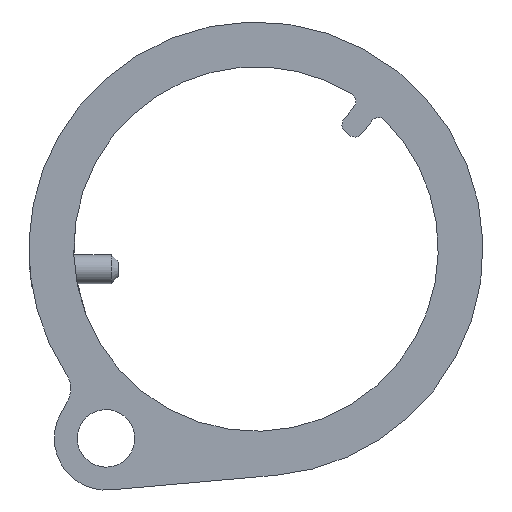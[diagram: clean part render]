
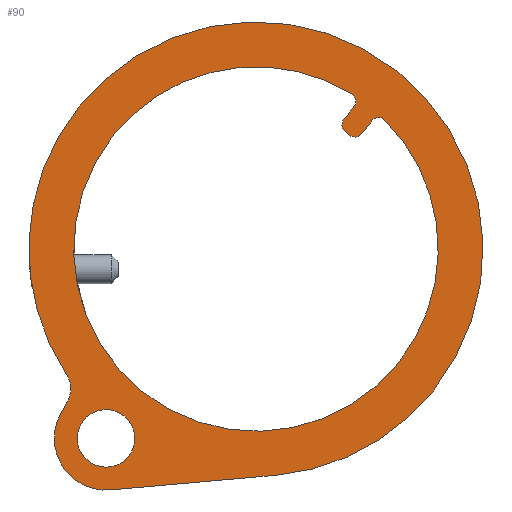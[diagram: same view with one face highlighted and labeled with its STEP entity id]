
A CAD part, left-side view. The second image highlights one B-rep face of the part: STEP entity #90.
In plain terms, the highlighted planar face has unit normal (-1, 0, 0).
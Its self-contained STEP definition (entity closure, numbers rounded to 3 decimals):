
#90=ADVANCED_FACE('',(#143,#144,#145),#146,.F.);
#143=FACE_OUTER_BOUND('',#239,.T.);
#144=FACE_BOUND('',#240,.T.);
#145=FACE_BOUND('',#241,.T.);
#146=PLANE('',#242);
#239=EDGE_LOOP('',(#380,#381,#382,#383,#384,#385,#386));
#240=EDGE_LOOP('',(#387,#388));
#241=EDGE_LOOP('',(#389,#390,#391,#392,#393,#394,#395,#396,#397,#398));
#242=AXIS2_PLACEMENT_3D('',#399,#400,#401);
#380=ORIENTED_EDGE('',*,*,#652,.F.);
#381=ORIENTED_EDGE('',*,*,#653,.F.);
#382=ORIENTED_EDGE('',*,*,#633,.F.);
#383=ORIENTED_EDGE('',*,*,#637,.F.);
#384=ORIENTED_EDGE('',*,*,#654,.F.);
#385=ORIENTED_EDGE('',*,*,#655,.F.);
#386=ORIENTED_EDGE('',*,*,#656,.F.);
#387=ORIENTED_EDGE('',*,*,#629,.T.);
#388=ORIENTED_EDGE('',*,*,#657,.T.);
#389=ORIENTED_EDGE('',*,*,#658,.T.);
#390=ORIENTED_EDGE('',*,*,#659,.T.);
#391=ORIENTED_EDGE('',*,*,#660,.T.);
#392=ORIENTED_EDGE('',*,*,#622,.T.);
#393=ORIENTED_EDGE('',*,*,#626,.T.);
#394=ORIENTED_EDGE('',*,*,#661,.T.);
#395=ORIENTED_EDGE('',*,*,#662,.T.);
#396=ORIENTED_EDGE('',*,*,#663,.T.);
#397=ORIENTED_EDGE('',*,*,#664,.T.);
#398=ORIENTED_EDGE('',*,*,#665,.T.);
#399=CARTESIAN_POINT('',(97.,105.55,-31.069));
#400=DIRECTION('',(1.0,0.,0.));
#401=DIRECTION('',(0.,-0.784,-0.621));
#622=EDGE_CURVE('',#717,#715,#718,.T.);
#626=EDGE_CURVE('',#715,#722,#724,.T.);
#629=EDGE_CURVE('',#730,#728,#731,.T.);
#633=EDGE_CURVE('',#736,#738,#739,.T.);
#637=EDGE_CURVE('',#743,#736,#745,.T.);
#652=EDGE_CURVE('',#771,#772,#773,.T.);
#653=EDGE_CURVE('',#738,#771,#774,.T.);
#654=EDGE_CURVE('',#775,#743,#776,.T.);
#655=EDGE_CURVE('',#777,#775,#778,.T.);
#656=EDGE_CURVE('',#772,#777,#779,.T.);
#657=EDGE_CURVE('',#728,#730,#780,.T.);
#658=EDGE_CURVE('',#781,#782,#783,.T.);
#659=EDGE_CURVE('',#782,#784,#785,.T.);
#660=EDGE_CURVE('',#784,#717,#786,.T.);
#661=EDGE_CURVE('',#722,#787,#788,.T.);
#662=EDGE_CURVE('',#787,#789,#790,.T.);
#663=EDGE_CURVE('',#789,#791,#792,.T.);
#664=EDGE_CURVE('',#791,#793,#794,.T.);
#665=EDGE_CURVE('',#793,#781,#795,.T.);
#715=VERTEX_POINT('',#990);
#717=VERTEX_POINT('',#993);
#718=CIRCLE('',#994,31.7);
#722=VERTEX_POINT('',#999);
#724=CIRCLE('',#1002,31.7);
#728=VERTEX_POINT('',#1006);
#730=VERTEX_POINT('',#1009);
#731=CIRCLE('',#1010,5.0);
#736=VERTEX_POINT('',#1016);
#738=VERTEX_POINT('',#1019);
#739=CIRCLE('',#1020,39.5);
#743=VERTEX_POINT('',#1025);
#745=CIRCLE('',#1028,39.5);
#771=VERTEX_POINT('',#1059);
#772=VERTEX_POINT('',#1060);
#773=CIRCLE('',#1061,9.0);
#774=LINE('',#1062,#1063);
#775=VERTEX_POINT('',#1064);
#776=CIRCLE('',#1065,39.5);
#777=VERTEX_POINT('',#1066);
#778=CIRCLE('',#1067,4.5);
#779=LINE('',#1068,#1069);
#780=CIRCLE('',#1070,5.0);
#781=VERTEX_POINT('',#1071);
#782=VERTEX_POINT('',#1072);
#783=CIRCLE('',#1073,1.5);
#784=VERTEX_POINT('',#1074);
#785=LINE('',#1075,#1076);
#786=CIRCLE('',#1077,1.5);
#787=VERTEX_POINT('',#1078);
#788=CIRCLE('',#1079,31.7);
#789=VERTEX_POINT('',#1080);
#790=CIRCLE('',#1081,1.5);
#791=VERTEX_POINT('',#1082);
#792=LINE('',#1083,#1084);
#793=VERTEX_POINT('',#1085);
#794=CIRCLE('',#1086,1.5);
#795=LINE('',#1087,#1088);
#990=CARTESIAN_POINT('',(97.,54.629,-17.807));
#993=CARTESIAN_POINT('',(97.0,57.065,24.275));
#994=AXIS2_PLACEMENT_3D('',#1227,#1228,#1229);
#999=CARTESIAN_POINT('',(97.0,104.343,21.538));
#1002=AXIS2_PLACEMENT_3D('',#1235,#1236,#1237);
#1006=CARTESIAN_POINT('',(97.,101.629,-34.172));
#1009=CARTESIAN_POINT('',(97.0,109.471,-27.966));
#1010=AXIS2_PLACEMENT_3D('',#1242,#1243,#1244);
#1016=CARTESIAN_POINT('',(97.,48.512,-22.647));
#1019=CARTESIAN_POINT('',(97.,75.993,-37.48));
#1020=AXIS2_PLACEMENT_3D('',#1250,#1251,#1252);
#1025=CARTESIAN_POINT('',(97.,110.46,26.378));
#1028=AXIS2_PLACEMENT_3D('',#1258,#1259,#1260);
#1059=CARTESIAN_POINT('',(97.,104.754,-40.033));
#1060=CARTESIAN_POINT('',(97.0,113.433,-26.725));
#1061=AXIS2_PLACEMENT_3D('',#1293,#1294,#1295);
#1062=CARTESIAN_POINT('',(97.,104.754,-40.033));
#1063=VECTOR('',#1296,1000.0);
#1064=CARTESIAN_POINT('',(97.0,112.435,-19.92));
#1065=AXIS2_PLACEMENT_3D('',#1297,#1298,#1299);
#1066=CARTESIAN_POINT('',(97.0,112.247,-24.574));
#1067=AXIS2_PLACEMENT_3D('',#1300,#1301,#1302);
#1068=CARTESIAN_POINT('',(97.0,113.433,-26.725));
#1069=VECTOR('',#1303,1000.0);
#1070=AXIS2_PLACEMENT_3D('',#1304,#1305,#1306);
#1071=CARTESIAN_POINT('',(97.0,63.182,21.661));
#1072=CARTESIAN_POINT('',(97.0,61.075,21.906));
#1073=AXIS2_PLACEMENT_3D('',#1307,#1308,#1309);
#1074=CARTESIAN_POINT('',(97.0,59.302,24.146));
#1075=CARTESIAN_POINT('',(97.0,61.075,21.906));
#1076=VECTOR('',#1310,1000.0);
#1077=AXIS2_PLACEMENT_3D('',#1311,#1312,#1313);
#1078=CARTESIAN_POINT('',(97.0,62.827,28.835));
#1079=AXIS2_PLACEMENT_3D('',#1314,#1315,#1316);
#1080=CARTESIAN_POINT('',(97.0,62.439,26.628));
#1081=AXIS2_PLACEMENT_3D('',#1317,#1318,#1319);
#1082=CARTESIAN_POINT('',(97.0,64.212,24.388));
#1083=CARTESIAN_POINT('',(97.0,62.439,26.628));
#1084=VECTOR('',#1320,1000.0);
#1085=CARTESIAN_POINT('',(97.0,63.966,22.281));
#1086=AXIS2_PLACEMENT_3D('',#1321,#1322,#1323);
#1087=CARTESIAN_POINT('',(97.0,63.966,22.281));
#1088=VECTOR('',#1324,1000.0);
#1227=CARTESIAN_POINT('',(97.0,79.486,1.865));
#1228=DIRECTION('',(1.0,0.,0.));
#1229=DIRECTION('',(0.,-0.784,-0.621));
#1235=CARTESIAN_POINT('',(97.0,79.486,1.865));
#1236=DIRECTION('',(1.0,0.,0.));
#1237=DIRECTION('',(0.,-0.784,-0.621));
#1242=CARTESIAN_POINT('',(97.,105.55,-31.069));
#1243=DIRECTION('',(1.0,0.,0.));
#1244=DIRECTION('',(0.,-0.784,-0.621));
#1250=CARTESIAN_POINT('',(97.0,79.486,1.865));
#1251=DIRECTION('',(1.0,0.,0.));
#1252=DIRECTION('',(0.,-0.784,-0.621));
#1258=CARTESIAN_POINT('',(97.0,79.486,1.865));
#1259=DIRECTION('',(1.0,0.,0.));
#1260=DIRECTION('',(0.,-0.784,-0.621));
#1293=CARTESIAN_POINT('',(97.,105.55,-31.069));
#1294=DIRECTION('',(1.0,0.,0.));
#1295=DIRECTION('',(0.,-0.784,-0.621));
#1296=DIRECTION('',(0.,0.996,-0.088));
#1297=CARTESIAN_POINT('',(97.0,79.486,1.865));
#1298=DIRECTION('',(1.0,0.,0.));
#1299=DIRECTION('',(0.,-0.784,-0.621));
#1300=CARTESIAN_POINT('',(97.0,116.188,-22.402));
#1301=DIRECTION('',(-1.0,0.,0.));
#1302=DIRECTION('',(0.,0.784,0.621));
#1303=DIRECTION('',(0.,-0.483,0.876));
#1304=CARTESIAN_POINT('',(97.,105.55,-31.069));
#1305=DIRECTION('',(1.0,0.,0.));
#1306=DIRECTION('',(0.,-0.784,-0.621));
#1307=CARTESIAN_POINT('',(97.0,62.251,22.837));
#1308=DIRECTION('',(-1.0,0.,0.));
#1309=DIRECTION('',(0.,0.784,0.621));
#1310=DIRECTION('',(0.,-0.621,0.784));
#1311=CARTESIAN_POINT('',(97.0,58.126,23.215));
#1312=DIRECTION('',(1.0,0.,0.));
#1313=DIRECTION('',(0.,-0.784,-0.621));
#1314=CARTESIAN_POINT('',(97.0,79.486,1.865));
#1315=DIRECTION('',(1.0,0.,0.));
#1316=DIRECTION('',(0.,-0.784,-0.621));
#1317=CARTESIAN_POINT('',(97.0,63.615,27.559));
#1318=DIRECTION('',(1.0,0.,0.));
#1319=DIRECTION('',(0.,0.784,0.621));
#1320=DIRECTION('',(0.,0.621,-0.784));
#1321=CARTESIAN_POINT('',(97.0,63.035,23.457));
#1322=DIRECTION('',(-1.0,0.,0.));
#1323=DIRECTION('',(0.,0.784,0.621));
#1324=DIRECTION('',(0.,-0.784,-0.621));
